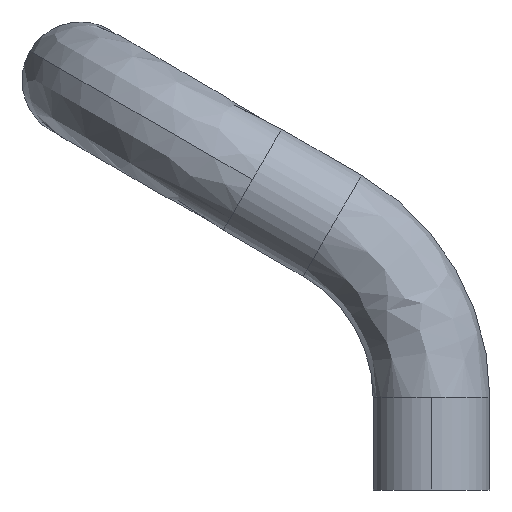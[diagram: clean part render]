
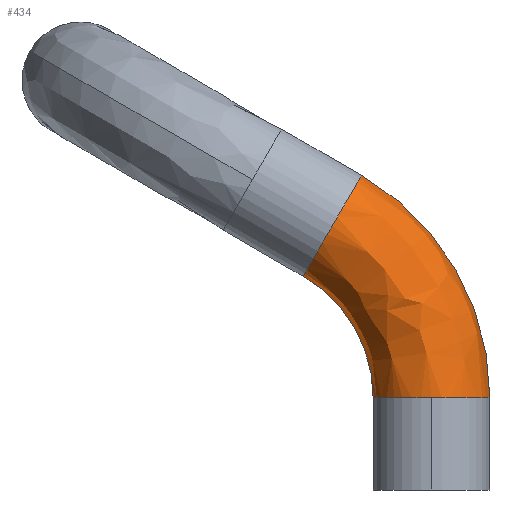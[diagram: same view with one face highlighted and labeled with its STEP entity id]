
A CAD part, left-side view. The second image highlights one B-rep face of the part: STEP entity #434.
In plain terms, the highlighted free-form (B-spline) face has degree [3, 3] with [4, 4] control points.
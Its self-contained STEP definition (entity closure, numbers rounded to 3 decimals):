
#8 = EDGE_CURVE ( 'NONE', #271, #292, #204, .T. ) ;
#11 = EDGE_LOOP ( 'NONE', ( #319, #530, #192, #282, #799 ) ) ;
#28 = CARTESIAN_POINT ( 'NONE',  ( 0., 0., 7.9 ) ) ;
#78 =( BOUNDED_SURFACE ( )  B_SPLINE_SURFACE ( 3, 3, ( 
 ( #904, #675, #603, #333 ),
 ( #901, #909, #130, #548 ),
 ( #470, #767, #336, #264 ),
 ( #764, #769, #325, #408 ) ),
 .UNSPECIFIED., .F., .F., .T. ) 
 B_SPLINE_SURFACE_WITH_KNOTS ( ( 4, 4 ),
 ( 4, 4 ),
 ( 0., 1. ),
 ( 0., 1. ),
 .UNSPECIFIED. ) 
 GEOMETRIC_REPRESENTATION_ITEM ( )  RATIONAL_B_SPLINE_SURFACE ( (
 ( 1., 0.91, 0.91, 1.),
 ( 0.333, 0.303, 0.303, 0.333),
 ( 0.333, 0.303, 0.303, 0.333),
 ( 1., 0.91, 0.91, 1.) ) ) 
 REPRESENTATION_ITEM ( '' )  SURFACE ( )  );
#92 = CARTESIAN_POINT ( 'NONE',  ( 0., 6., 26.953 ) ) ;
#116 = EDGE_CURVE ( 'NONE', #833, #151, #508, .T. ) ;
#126 = AXIS2_PLACEMENT_3D ( 'NONE', #28, #667, #383 ) ;
#130 = CARTESIAN_POINT ( 'NONE',  ( -10., -5., 16.006 ) ) ;
#151 = VERTEX_POINT ( 'NONE', #793 ) ;
#155 = DIRECTION ( 'NONE',  ( 1., 0., 0. ) ) ;
#158 = CIRCLE ( 'NONE', #399, 5. ) ;
#165 = FACE_OUTER_BOUND ( 'NONE', #11, .T. ) ;
#192 = ORIENTED_EDGE ( 'NONE', *, *, #302, .T. ) ;
#204 = CIRCLE ( 'NONE', #335, 22. ) ;
#245 = CARTESIAN_POINT ( 'NONE',  ( -5., 0., 7.9 ) ) ;
#254 = DIRECTION ( 'NONE',  ( 1., 0., 0. ) ) ;
#264 = CARTESIAN_POINT ( 'NONE',  ( -10., 5., 7.9 ) ) ;
#271 = VERTEX_POINT ( 'NONE', #92 ) ;
#275 = CARTESIAN_POINT ( 'NONE',  ( 0., 17., 7.9 ) ) ;
#282 = ORIENTED_EDGE ( 'NONE', *, *, #606, .T. ) ;
#292 = VERTEX_POINT ( 'NONE', #899 ) ;
#302 = EDGE_CURVE ( 'NONE', #151, #422, #785, .T. ) ;
#319 = ORIENTED_EDGE ( 'NONE', *, *, #592, .F. ) ;
#325 = CARTESIAN_POINT ( 'NONE',  ( 0., 5., 12.321 ) ) ;
#333 = CARTESIAN_POINT ( 'NONE',  ( 0., -5., 7.9 ) ) ;
#335 = AXIS2_PLACEMENT_3D ( 'NONE', #910, #254, #393 ) ;
#336 = CARTESIAN_POINT ( 'NONE',  ( -10., 5., 12.321 ) ) ;
#344 = CARTESIAN_POINT ( 'NONE',  ( 0., 8.5, 22.622 ) ) ;
#347 = AXIS2_PLACEMENT_3D ( 'NONE', #344, #624, #426 ) ;
#383 = DIRECTION ( 'NONE',  ( 0., -1., 0. ) ) ;
#393 = DIRECTION ( 'NONE',  ( 0., 1., 0. ) ) ;
#399 = AXIS2_PLACEMENT_3D ( 'NONE', #800, #797, #429 ) ;
#408 = CARTESIAN_POINT ( 'NONE',  ( 0., 5., 7.9 ) ) ;
#422 = VERTEX_POINT ( 'NONE', #245 ) ;
#426 = DIRECTION ( 'NONE',  ( 0., 0.5, -0.866 ) ) ;
#429 = DIRECTION ( 'NONE',  ( 0., -1., 0. ) ) ;
#432 = DIRECTION ( 'NONE',  ( 0., 1., 0. ) ) ;
#434 = ADVANCED_FACE ( 'NONE', ( #165 ), #78, .T. ) ;
#470 = CARTESIAN_POINT ( 'NONE',  ( -10., 11.065, 18.33 ) ) ;
#508 = CIRCLE ( 'NONE', #545, 12. ) ;
#530 = ORIENTED_EDGE ( 'NONE', *, *, #116, .T. ) ;
#545 = AXIS2_PLACEMENT_3D ( 'NONE', #275, #155, #432 ) ;
#548 = CARTESIAN_POINT ( 'NONE',  ( -10., -5., 7.9 ) ) ;
#583 = CARTESIAN_POINT ( 'NONE',  ( 0., 11., 18.292 ) ) ;
#592 = EDGE_CURVE ( 'NONE', #833, #271, #773, .T. ) ;
#603 = CARTESIAN_POINT ( 'NONE',  ( 0., -5., 16.006 ) ) ;
#606 = EDGE_CURVE ( 'NONE', #422, #292, #158, .T. ) ;
#624 = DIRECTION ( 'NONE',  ( 0., 0.866, 0.5 ) ) ;
#667 = DIRECTION ( 'NONE',  ( 0., 0., 1. ) ) ;
#675 = CARTESIAN_POINT ( 'NONE',  ( 0., -0.925, 23.013 ) ) ;
#764 = CARTESIAN_POINT ( 'NONE',  ( 0., 11.065, 18.33 ) ) ;
#767 = CARTESIAN_POINT ( 'NONE',  ( -10., 7.223, 16.143 ) ) ;
#769 = CARTESIAN_POINT ( 'NONE',  ( 0., 7.223, 16.143 ) ) ;
#773 = CIRCLE ( 'NONE', #347, 5. ) ;
#785 = CIRCLE ( 'NONE', #126, 5. ) ;
#793 = CARTESIAN_POINT ( 'NONE',  ( 0., 5., 7.9 ) ) ;
#797 = DIRECTION ( 'NONE',  ( 0., 0., 1. ) ) ;
#799 = ORIENTED_EDGE ( 'NONE', *, *, #8, .F. ) ;
#800 = CARTESIAN_POINT ( 'NONE',  ( 0., 0., 7.9 ) ) ;
#833 = VERTEX_POINT ( 'NONE', #583 ) ;
#899 = CARTESIAN_POINT ( 'NONE',  ( 0., -5., 7.9 ) ) ;
#901 = CARTESIAN_POINT ( 'NONE',  ( -10., 6.12, 27.021 ) ) ;
#904 = CARTESIAN_POINT ( 'NONE',  ( 0., 6.12, 27.021 ) ) ;
#909 = CARTESIAN_POINT ( 'NONE',  ( -10., -0.925, 23.013 ) ) ;
#910 = CARTESIAN_POINT ( 'NONE',  ( 0., 17., 7.9 ) ) ;
